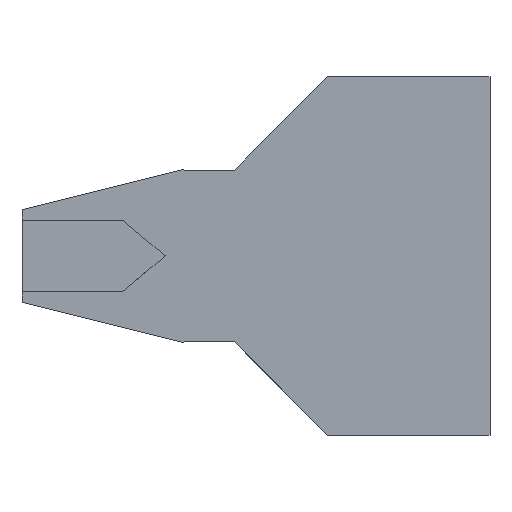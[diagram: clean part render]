
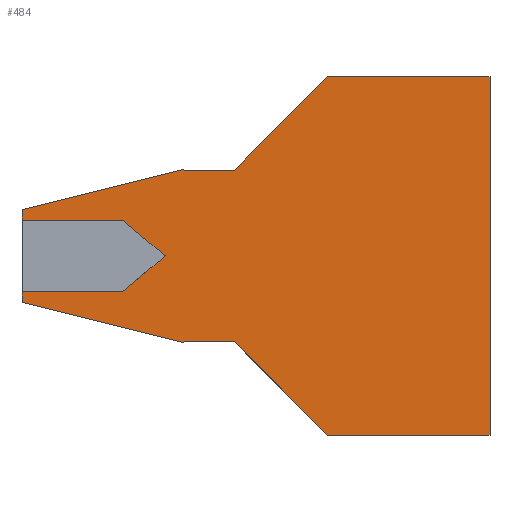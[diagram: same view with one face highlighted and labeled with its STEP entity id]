
A CAD part, top view. The second image highlights one B-rep face of the part: STEP entity #484.
In plain terms, the highlighted planar face has unit normal (0, 0, 1).
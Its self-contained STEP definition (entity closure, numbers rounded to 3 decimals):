
#38=FACE_OUTER_BOUND('',#62,.T.);
#62=EDGE_LOOP('',(#420,#421,#422,#423,#424,#425,#426,#427,#428,#429,#430,
#431,#432,#433,#434,#435,#436));
#63=LINE('',#643,#129);
#67=LINE('',#651,#133);
#70=LINE('',#657,#136);
#73=LINE('',#663,#139);
#97=LINE('',#710,#163);
#99=LINE('',#713,#165);
#108=LINE('',#733,#174);
#110=LINE('',#737,#176);
#112=LINE('',#741,#178);
#114=LINE('',#745,#180);
#116=LINE('',#749,#182);
#118=LINE('',#753,#184);
#120=LINE('',#757,#186);
#122=LINE('',#761,#188);
#124=LINE('',#765,#190);
#126=LINE('',#769,#192);
#128=LINE('',#772,#194);
#129=VECTOR('',#527,10.);
#133=VECTOR('',#533,10.);
#136=VECTOR('',#538,10.);
#139=VECTOR('',#543,10.);
#163=VECTOR('',#571,10.);
#165=VECTOR('',#573,10.);
#174=VECTOR('',#596,10.);
#176=VECTOR('',#600,10.);
#178=VECTOR('',#604,10.);
#180=VECTOR('',#608,10.);
#182=VECTOR('',#612,10.);
#184=VECTOR('',#616,10.);
#186=VECTOR('',#620,10.);
#188=VECTOR('',#624,10.);
#190=VECTOR('',#628,10.);
#192=VECTOR('',#632,10.);
#194=VECTOR('',#636,10.);
#195=VERTEX_POINT('',#641);
#196=VERTEX_POINT('',#642);
#199=VERTEX_POINT('',#650);
#201=VERTEX_POINT('',#656);
#203=VERTEX_POINT('',#662);
#224=VERTEX_POINT('',#708);
#225=VERTEX_POINT('',#712);
#229=VERTEX_POINT('',#732);
#230=VERTEX_POINT('',#736);
#231=VERTEX_POINT('',#740);
#232=VERTEX_POINT('',#744);
#233=VERTEX_POINT('',#748);
#234=VERTEX_POINT('',#752);
#235=VERTEX_POINT('',#756);
#236=VERTEX_POINT('',#760);
#237=VERTEX_POINT('',#764);
#238=VERTEX_POINT('',#768);
#239=EDGE_CURVE('',#195,#196,#63,.T.);
#243=EDGE_CURVE('',#199,#195,#67,.T.);
#246=EDGE_CURVE('',#201,#199,#70,.T.);
#249=EDGE_CURVE('',#196,#203,#73,.T.);
#273=EDGE_CURVE('',#203,#224,#97,.T.);
#275=EDGE_CURVE('',#225,#201,#99,.T.);
#284=EDGE_CURVE('',#229,#225,#108,.T.);
#286=EDGE_CURVE('',#230,#229,#110,.T.);
#288=EDGE_CURVE('',#231,#230,#112,.T.);
#290=EDGE_CURVE('',#232,#231,#114,.T.);
#292=EDGE_CURVE('',#233,#232,#116,.T.);
#294=EDGE_CURVE('',#234,#233,#118,.T.);
#296=EDGE_CURVE('',#235,#234,#120,.T.);
#298=EDGE_CURVE('',#236,#235,#122,.T.);
#300=EDGE_CURVE('',#237,#236,#124,.T.);
#302=EDGE_CURVE('',#238,#237,#126,.T.);
#304=EDGE_CURVE('',#224,#238,#128,.T.);
#420=ORIENTED_EDGE('',*,*,#249,.T.);
#421=ORIENTED_EDGE('',*,*,#273,.T.);
#422=ORIENTED_EDGE('',*,*,#304,.T.);
#423=ORIENTED_EDGE('',*,*,#302,.T.);
#424=ORIENTED_EDGE('',*,*,#300,.T.);
#425=ORIENTED_EDGE('',*,*,#298,.T.);
#426=ORIENTED_EDGE('',*,*,#296,.T.);
#427=ORIENTED_EDGE('',*,*,#294,.T.);
#428=ORIENTED_EDGE('',*,*,#292,.T.);
#429=ORIENTED_EDGE('',*,*,#290,.T.);
#430=ORIENTED_EDGE('',*,*,#288,.T.);
#431=ORIENTED_EDGE('',*,*,#286,.T.);
#432=ORIENTED_EDGE('',*,*,#284,.T.);
#433=ORIENTED_EDGE('',*,*,#275,.T.);
#434=ORIENTED_EDGE('',*,*,#246,.T.);
#435=ORIENTED_EDGE('',*,*,#243,.T.);
#436=ORIENTED_EDGE('',*,*,#239,.T.);
#460=PLANE('',#522);
#484=ADVANCED_FACE('',(#38),#460,.T.);
#522=AXIS2_PLACEMENT_3D('',#773,#637,#638);
#527=DIRECTION('',(-0.768,-0.64,0.));
#533=DIRECTION('',(0.768,-0.64,0.));
#538=DIRECTION('',(1.,0.,0.));
#543=DIRECTION('',(-1.,0.,0.));
#571=DIRECTION('',(0.,-1.,0.));
#573=DIRECTION('',(0.,-1.,0.));
#596=DIRECTION('',(-0.97,-0.242,0.));
#600=DIRECTION('',(-0.848,0.53,0.));
#604=DIRECTION('',(-1.,0.,0.));
#608=DIRECTION('',(-0.707,-0.707,0.));
#612=DIRECTION('',(-1.,0.,0.));
#616=DIRECTION('',(0.,1.,0.));
#620=DIRECTION('',(1.,0.,0.));
#624=DIRECTION('',(0.707,-0.707,0.));
#628=DIRECTION('',(1.,0.,0.));
#632=DIRECTION('',(0.848,0.53,0.));
#636=DIRECTION('',(0.97,-0.242,0.));
#637=DIRECTION('center_axis',(0.,0.,1.));
#638=DIRECTION('ref_axis',(1.,0.,0.));
#641=CARTESIAN_POINT('',(23.,0.,2.));
#642=CARTESIAN_POINT('',(20.,-2.5,2.));
#643=CARTESIAN_POINT('',(23.369,0.307,2.));
#650=CARTESIAN_POINT('',(20.,2.5,2.));
#651=CARTESIAN_POINT('',(24.869,-1.557,2.));
#656=CARTESIAN_POINT('',(13.,2.5,2.));
#657=CARTESIAN_POINT('',(24.666,2.5,2.));
#662=CARTESIAN_POINT('',(13.,-2.5,2.));
#663=CARTESIAN_POINT('',(21.166,-2.5,2.));
#708=CARTESIAN_POINT('',(13.,-3.241,2.));
#710=CARTESIAN_POINT('',(13.,2.5,2.));
#712=CARTESIAN_POINT('',(13.,3.241,2.));
#713=CARTESIAN_POINT('',(13.,2.5,2.));
#732=CARTESIAN_POINT('',(24.257,6.048,2.));
#733=CARTESIAN_POINT('',(13.,3.241,2.));
#736=CARTESIAN_POINT('',(24.334,6.,2.));
#737=CARTESIAN_POINT('',(24.257,6.048,2.));
#740=CARTESIAN_POINT('',(27.834,6.,2.));
#741=CARTESIAN_POINT('',(24.334,6.,2.));
#744=CARTESIAN_POINT('',(34.334,12.5,2.));
#745=CARTESIAN_POINT('',(34.334,12.5,2.));
#748=CARTESIAN_POINT('',(45.666,12.5,2.));
#749=CARTESIAN_POINT('',(34.334,12.5,2.));
#752=CARTESIAN_POINT('',(45.666,-12.5,2.));
#753=CARTESIAN_POINT('',(45.666,12.5,2.));
#756=CARTESIAN_POINT('',(34.334,-12.5,2.));
#757=CARTESIAN_POINT('',(45.666,-12.5,2.));
#760=CARTESIAN_POINT('',(27.834,-6.,2.));
#761=CARTESIAN_POINT('',(34.334,-12.5,2.));
#764=CARTESIAN_POINT('',(24.334,-6.,2.));
#765=CARTESIAN_POINT('',(45.666,-6.,2.));
#768=CARTESIAN_POINT('',(24.257,-6.048,2.));
#769=CARTESIAN_POINT('',(24.257,-6.048,2.));
#772=CARTESIAN_POINT('',(13.,-3.241,2.));
#773=CARTESIAN_POINT('Origin',(29.333,0.,2.));
